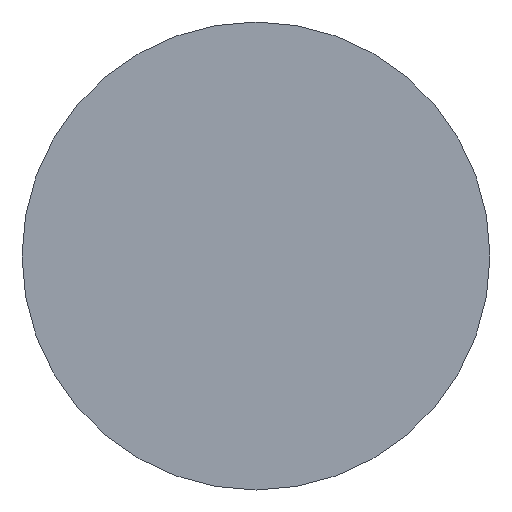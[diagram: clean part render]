
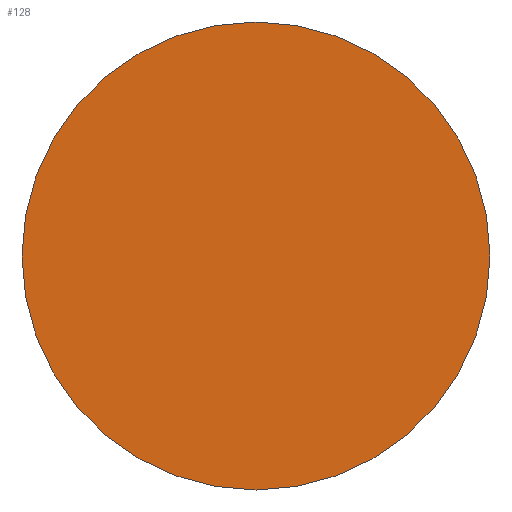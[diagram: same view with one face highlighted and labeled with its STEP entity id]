
A CAD part, left-side view. The second image highlights one B-rep face of the part: STEP entity #128.
In plain terms, the highlighted planar face has unit normal (-1, 0, 0).
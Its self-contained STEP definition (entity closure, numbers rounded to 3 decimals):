
#23 = EDGE_LOOP ( 'NONE', ( #150, #57 ) ) ;
#25 = DIRECTION ( 'NONE',  ( 0., 0., 1. ) ) ;
#41 = CARTESIAN_POINT ( 'NONE',  ( 230.2, 138.756, 0. ) ) ;
#55 = CARTESIAN_POINT ( 'NONE',  ( 230.2, 138.756, 37.5 ) ) ;
#57 = ORIENTED_EDGE ( 'NONE', *, *, #185, .T. ) ;
#59 = VERTEX_POINT ( 'NONE', #77 ) ;
#60 = AXIS2_PLACEMENT_3D ( 'NONE', #41, #181, #25 ) ;
#69 = DIRECTION ( 'NONE',  ( 0., 0., 1. ) ) ;
#77 = CARTESIAN_POINT ( 'NONE',  ( 230.2, 138.756, -37.5 ) ) ;
#82 = CARTESIAN_POINT ( 'NONE',  ( 230.2, 138.756, 0. ) ) ;
#86 = CIRCLE ( 'NONE', #104, 37.5 ) ;
#87 = AXIS2_PLACEMENT_3D ( 'NONE', #106, #164, #162 ) ;
#94 = EDGE_CURVE ( 'NONE', #156, #59, #86, .T. ) ;
#97 = FACE_OUTER_BOUND ( 'NONE', #23, .T. ) ;
#104 = AXIS2_PLACEMENT_3D ( 'NONE', #82, #108, #69 ) ;
#106 = CARTESIAN_POINT ( 'NONE',  ( 230.2, 138.756, 0. ) ) ;
#108 = DIRECTION ( 'NONE',  ( -1., 0., 0. ) ) ;
#127 = CIRCLE ( 'NONE', #60, 37.5 ) ;
#128 = ADVANCED_FACE ( 'NONE', ( #97 ), #160, .F. ) ;
#150 = ORIENTED_EDGE ( 'NONE', *, *, #94, .T. ) ;
#156 = VERTEX_POINT ( 'NONE', #55 ) ;
#160 = PLANE ( 'NONE',  #87 ) ;
#162 = DIRECTION ( 'NONE',  ( 0., 0., -1. ) ) ;
#164 = DIRECTION ( 'NONE',  ( 1., 0., 0. ) ) ;
#181 = DIRECTION ( 'NONE',  ( -1., 0., 0. ) ) ;
#185 = EDGE_CURVE ( 'NONE', #59, #156, #127, .T. ) ;
